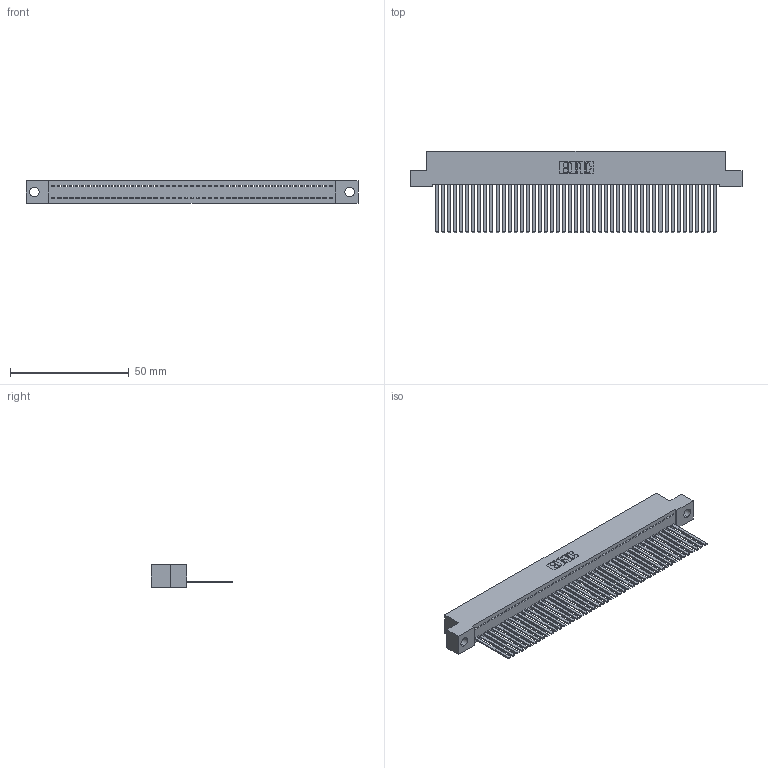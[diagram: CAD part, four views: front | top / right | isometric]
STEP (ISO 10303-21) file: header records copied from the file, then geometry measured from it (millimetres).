
FILE_DESCRIPTION (( 'STEP AP203' ), '1' );
FILE_NAME ('342-047-544-104.STEP', '2019-10-02T21:27:22', ( '' ), ( '' ), 'SwSTEP 2.0', 'SolidWorks 2016', '' );
FILE_SCHEMA (( 'CONFIG_CONTROL_DESIGN' ));
Length unit declared in the file: inch
Products named in the file (3): 342 Part_.156 TH; 345-292-001_345-293-144; 342-047-544-104
Assembly tree (48 placements, depth 2):
  342-047-544-104
    342 Part_.156 TH
    345-292-001_345-293-144  x47
Bounding box: 139.7 x 34.3 x 9.4 mm (x, y, z)
Volume: 12724.6 mm3; surface area: 20146.8 mm2
Topology: 48 solids, 48 shells, 2554 faces, 7725 edges, 5086 vertices
Faces by surface type: plane 1852, cylinder 702
Entity records: 27773 total; most frequent: CARTESIAN_POINT 4795, ORIENTED_EDGE 4778, DIRECTION 4031, EDGE_CURVE 2389, LINE 2265, VECTOR 2265, VERTEX_POINT 1590, AXIS2_PLACEMENT_3D 883
